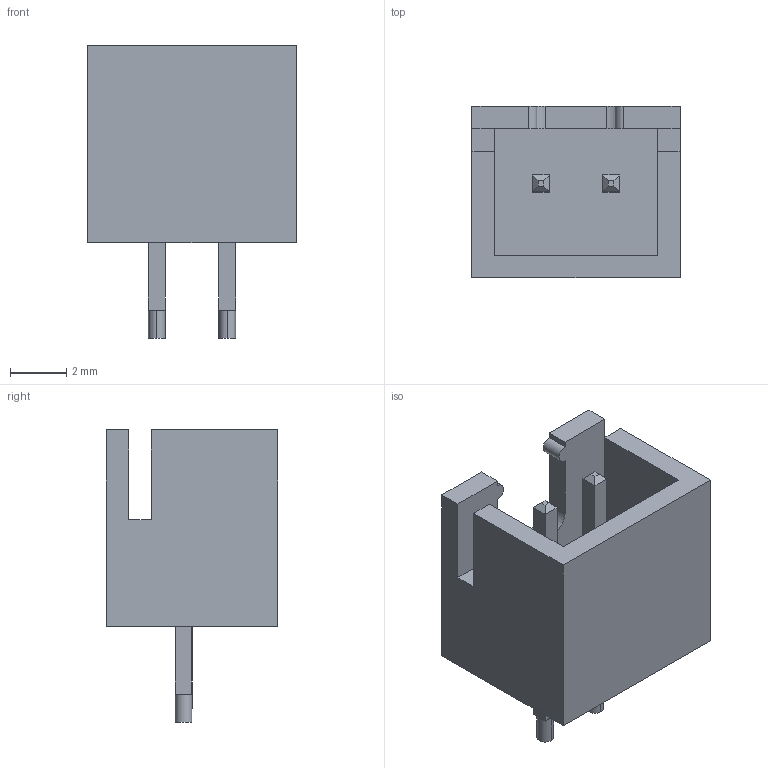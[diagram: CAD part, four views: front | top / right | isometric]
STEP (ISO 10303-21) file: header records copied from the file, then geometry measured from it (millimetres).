
FILE_DESCRIPTION (( 'STEP AP214' ), '1' );
FILE_NAME ('B9C987AE-F90B-47B3-ADB1-C172A2DE1E21.STEP', '2008-12-22T10:08:09', ( 'sysAdmin' ), ( 'SolidWorks' ), 'SwSTEP 2.0', 'SolidWorks 2009', '' );
FILE_SCHEMA (( 'AUTOMOTIVE_DESIGN' ));
Length unit declared in the file: millimetre
Products named in the file (1): B9C987AE-F90B-47B3-ADB1-C172A2DE1E21
Bounding box: 7.4 x 6.1 x 10.4 mm (x, y, z)
Volume: 146.9 mm3; surface area: 432.2 mm2
Topology: 1 solids, 1 shells, 66 faces, 160 edges, 100 vertices
Faces by surface type: plane 58, cylinder 8
Entity records: 2204 total; most frequent: CARTESIAN_POINT 327, ORIENTED_EDGE 320, DIRECTION 314, EDGE_CURVE 160, VECTOR 140, LINE 140, VERTEX_POINT 100, AXIS2_PLACEMENT_3D 87
